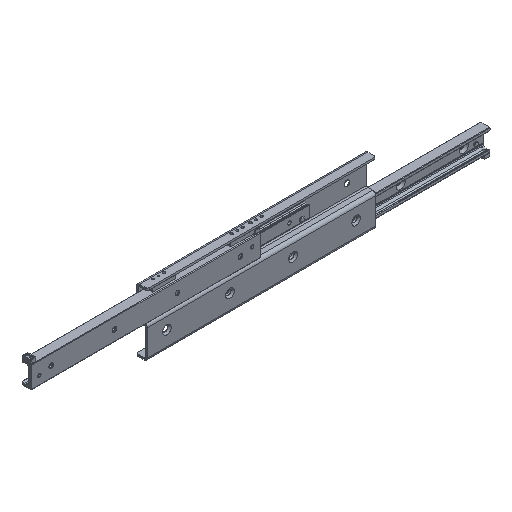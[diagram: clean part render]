
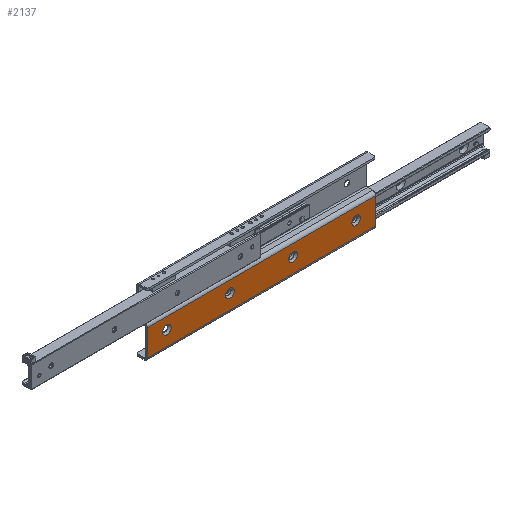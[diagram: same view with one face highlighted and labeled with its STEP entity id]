
A CAD part, isometric view. The second image highlights one B-rep face of the part: STEP entity #2137.
In plain terms, the highlighted planar face has unit normal (0, -1, 0).
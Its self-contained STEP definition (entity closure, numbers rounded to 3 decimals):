
#112=CARTESIAN_POINT('',(125.5,-7.,-16.25));
#113=VERTEX_POINT('',#112);
#114=CARTESIAN_POINT('',(120.0,-7.,-16.25));
#115=DIRECTION('',(0.0,1.0,0.0));
#116=DIRECTION('',(1.0,0.0,0.0));
#117=AXIS2_PLACEMENT_3D('',#114,#115,#116);
#118=CIRCLE('',#117,5.5);
#119=EDGE_CURVE('',#113,#113,#118,.T.);
#160=CARTESIAN_POINT('',(45.5,-7.,-16.25));
#161=VERTEX_POINT('',#160);
#162=CARTESIAN_POINT('',(40.0,-7.,-16.25));
#163=DIRECTION('',(0.0,1.0,0.0));
#164=DIRECTION('',(1.0,0.0,0.0));
#165=AXIS2_PLACEMENT_3D('',#162,#163,#164);
#166=CIRCLE('',#165,5.5);
#167=EDGE_CURVE('',#161,#161,#166,.T.);
#208=CARTESIAN_POINT('',(-34.5,-7.,-16.25));
#209=VERTEX_POINT('',#208);
#210=CARTESIAN_POINT('',(-40.0,-7.,-16.25));
#211=DIRECTION('',(0.0,1.0,0.0));
#212=DIRECTION('',(1.0,0.0,0.0));
#213=AXIS2_PLACEMENT_3D('',#210,#211,#212);
#214=CIRCLE('',#213,5.5);
#215=EDGE_CURVE('',#209,#209,#214,.T.);
#256=CARTESIAN_POINT('',(-114.5,-7.,-16.25));
#257=VERTEX_POINT('',#256);
#258=CARTESIAN_POINT('',(-120.0,-7.,-16.25));
#259=DIRECTION('',(0.0,1.0,0.0));
#260=DIRECTION('',(1.0,0.0,0.0));
#261=AXIS2_PLACEMENT_3D('',#258,#259,#260);
#262=CIRCLE('',#261,5.5);
#263=EDGE_CURVE('',#257,#257,#262,.T.);
#1563=CARTESIAN_POINT('',(145.0,-7.,-34.75));
#1564=VERTEX_POINT('',#1563);
#1572=CARTESIAN_POINT('',(-145.0,-7.,-34.75));
#1573=VERTEX_POINT('',#1572);
#1574=CARTESIAN_POINT('',(-145.0,-7.,-34.75));
#1575=DIRECTION('',(1.0,0.0,0.0));
#1576=VECTOR('',#1575,290.0);
#1577=LINE('',#1574,#1576);
#1578=EDGE_CURVE('',#1573,#1564,#1577,.T.);
#1729=CARTESIAN_POINT('',(145.0,-7.,-1.5));
#1730=VERTEX_POINT('',#1729);
#1737=CARTESIAN_POINT('',(145.0,-7.,-1.5));
#1738=DIRECTION('',(0.0,0.0,-1.0));
#1739=VECTOR('',#1738,33.25);
#1740=LINE('',#1737,#1739);
#1741=EDGE_CURVE('',#1730,#1564,#1740,.T.);
#1788=CARTESIAN_POINT('',(-145.0,-7.,-1.5));
#1789=VERTEX_POINT('',#1788);
#1790=CARTESIAN_POINT('',(-145.0,-7.,-34.75));
#1791=DIRECTION('',(0.0,0.0,1.0));
#1792=VECTOR('',#1791,33.25);
#1793=LINE('',#1790,#1792);
#1794=EDGE_CURVE('',#1573,#1789,#1793,.T.);
#2031=CARTESIAN_POINT('',(145.0,-7.,-1.5));
#2032=DIRECTION('',(-1.0,0.0,0.0));
#2033=VECTOR('',#2032,290.0);
#2034=LINE('',#2031,#2033);
#2035=EDGE_CURVE('',#1730,#1789,#2034,.T.);
#2114=CARTESIAN_POINT('',(0.0,-7.,-18.083));
#2115=DIRECTION('',(0.0,-1.0,0.0));
#2116=DIRECTION('',(1.0,0.0,0.0));
#2117=AXIS2_PLACEMENT_3D('',#2114,#2115,#2116);
#2118=PLANE('',#2117);
#2119=ORIENTED_EDGE('',*,*,#1578,.T.);
#2120=ORIENTED_EDGE('',*,*,#1741,.F.);
#2121=ORIENTED_EDGE('',*,*,#2035,.T.);
#2122=ORIENTED_EDGE('',*,*,#1794,.F.);
#2123=EDGE_LOOP('',(#2119,#2120,#2121,#2122));
#2124=FACE_OUTER_BOUND('',#2123,.T.);
#2125=ORIENTED_EDGE('',*,*,#119,.T.);
#2126=EDGE_LOOP('',(#2125));
#2127=FACE_BOUND('',#2126,.T.);
#2128=ORIENTED_EDGE('',*,*,#167,.T.);
#2129=EDGE_LOOP('',(#2128));
#2130=FACE_BOUND('',#2129,.T.);
#2131=ORIENTED_EDGE('',*,*,#215,.T.);
#2132=EDGE_LOOP('',(#2131));
#2133=FACE_BOUND('',#2132,.T.);
#2134=ORIENTED_EDGE('',*,*,#263,.T.);
#2135=EDGE_LOOP('',(#2134));
#2136=FACE_BOUND('',#2135,.T.);
#2137=ADVANCED_FACE('',(#2124,#2127,#2130,#2133,#2136),#2118,.T.);
